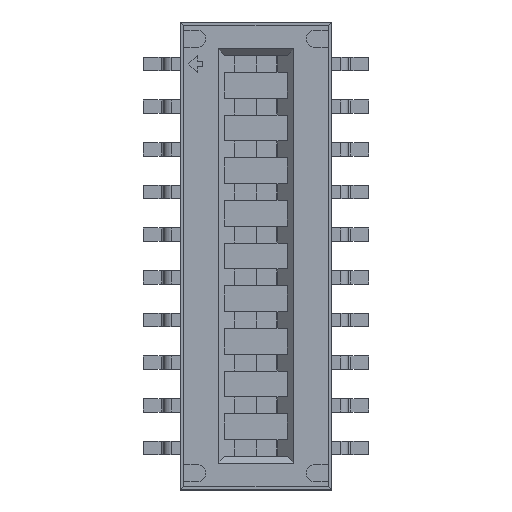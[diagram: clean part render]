
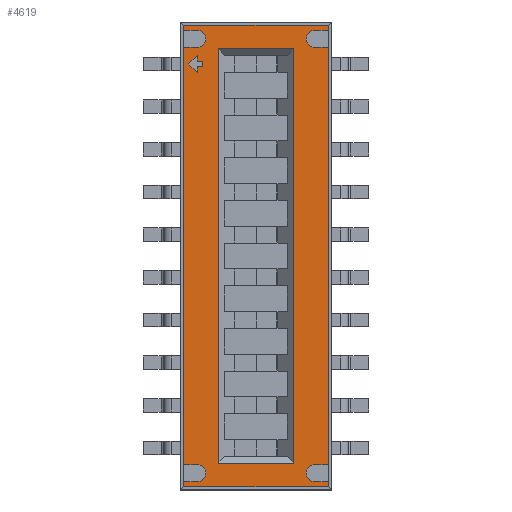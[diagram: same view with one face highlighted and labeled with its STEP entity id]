
A CAD part, top view. The second image highlights one B-rep face of the part: STEP entity #4619.
In plain terms, the highlighted planar face has unit normal (0, 0, 1).
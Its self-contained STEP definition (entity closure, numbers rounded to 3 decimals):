
#13=DIRECTION('',(0.,0.,1.));
#27=VECTOR('',#28,1.);
#28=DIRECTION('',(0.,1.,0.));
#51=VECTOR('',#52,1.);
#52=DIRECTION('',(-1.,0.,0.));
#58=VECTOR('',#59,1.);
#59=DIRECTION('',(0.,-1.,0.));
#63=VECTOR('',#64,1.);
#64=DIRECTION('',(1.,0.,0.));
#67=DIRECTION('',(0.,0.,-1.));
#116=DIRECTION('',(0.,-1.,0.));
#403=VECTOR('',#404,1.);
#404=DIRECTION('',(1.,0.,0.));
#447=VECTOR('',#448,1.);
#448=DIRECTION('',(-1.,0.,0.));
#2164=VERTEX_POINT('',#2165);
#2165=CARTESIAN_POINT('',(2.15,-6.865,1.55));
#2170=VERTEX_POINT('',#2171);
#2171=CARTESIAN_POINT('',(2.15,6.865,1.55));
#2173=ORIENTED_EDGE('',*,*,#2174,.F.);
#2174=EDGE_CURVE('',#2175,#2170,#2177,.T.);
#2175=VERTEX_POINT('',#2176);
#2176=CARTESIAN_POINT('',(2.15,6.715,1.55));
#2177=LINE('',#2165,#27);
#2191=VERTEX_POINT('',#2192);
#2192=CARTESIAN_POINT('',(2.15,6.215,1.55));
#2194=ORIENTED_EDGE('',*,*,#2195,.F.);
#2195=EDGE_CURVE('',#2196,#2191,#2177,.T.);
#2196=VERTEX_POINT('',#2197);
#2197=CARTESIAN_POINT('',(2.15,-6.215,1.55));
#2211=VERTEX_POINT('',#2212);
#2212=CARTESIAN_POINT('',(2.15,-6.715,1.55));
#2214=ORIENTED_EDGE('',*,*,#2215,.F.);
#2215=EDGE_CURVE('',#2164,#2211,#2177,.T.);
#4595=VERTEX_POINT('',#4596);
#4596=CARTESIAN_POINT('',(-2.15,6.865,1.55));
#4598=ORIENTED_EDGE('',*,*,#4599,.F.);
#4599=EDGE_CURVE('',#2170,#4595,#4600,.T.);
#4600=LINE('',#2171,#51);
#4609=ORIENTED_EDGE('',*,*,#4610,.F.);
#4610=EDGE_CURVE('',#4611,#2164,#4613,.T.);
#4611=VERTEX_POINT('',#4612);
#4612=CARTESIAN_POINT('',(-2.15,-6.865,1.55));
#4613=LINE('',#4612,#63);
#4619=ADVANCED_FACE('',(#4620,#4702,#4724),#4765,.F.);
#4620=FACE_BOUND('',#4621,.F.);
#4621=EDGE_LOOP('',(#2214,#4609,#4622,#4627,#4633,#4640,#4645,#4649,#4655,#4662,#4667,#4598,#2173,#4669,#4675,#4683,#2194,#4686,#4692,#4699));
#4622=ORIENTED_EDGE('',*,*,#4623,.F.);
#4623=EDGE_CURVE('',#4624,#4611,#4626,.T.);
#4624=VERTEX_POINT('',#4625);
#4625=CARTESIAN_POINT('',(-2.15,-6.715,1.55));
#4626=LINE('',#4596,#58);
#4627=ORIENTED_EDGE('',*,*,#4628,.T.);
#4628=EDGE_CURVE('',#4624,#4629,#4631,.T.);
#4629=VERTEX_POINT('',#4630);
#4630=CARTESIAN_POINT('',(-1.75,-6.715,1.55));
#4631=LINE('',#4632,#63);
#4632=CARTESIAN_POINT('',(-2.25,-6.715,1.55));
#4633=ORIENTED_EDGE('',*,*,#4634,.T.);
#4634=EDGE_CURVE('',#4629,#4635,#4637,.T.);
#4635=VERTEX_POINT('',#4636);
#4636=CARTESIAN_POINT('',(-1.75,-6.215,1.55));
#4637=CIRCLE('',#4638,0.25);
#4638=AXIS2_PLACEMENT_3D('',#4639,#13,#28);
#4639=CARTESIAN_POINT('',(-1.75,-6.465,1.55));
#4640=ORIENTED_EDGE('',*,*,#4641,.T.);
#4641=EDGE_CURVE('',#4635,#4642,#4644,.T.);
#4642=VERTEX_POINT('',#4643);
#4643=CARTESIAN_POINT('',(-2.15,-6.215,1.55));
#4644=LINE('',#4636,#51);
#4645=ORIENTED_EDGE('',*,*,#4646,.F.);
#4646=EDGE_CURVE('',#4647,#4642,#4626,.T.);
#4647=VERTEX_POINT('',#4648);
#4648=CARTESIAN_POINT('',(-2.15,6.215,1.55));
#4649=ORIENTED_EDGE('',*,*,#4650,.T.);
#4650=EDGE_CURVE('',#4647,#4651,#4653,.T.);
#4651=VERTEX_POINT('',#4652);
#4652=CARTESIAN_POINT('',(-1.75,6.215,1.55));
#4653=LINE('',#4654,#63);
#4654=CARTESIAN_POINT('',(-2.25,6.215,1.55));
#4655=ORIENTED_EDGE('',*,*,#4656,.T.);
#4656=EDGE_CURVE('',#4651,#4657,#4659,.T.);
#4657=VERTEX_POINT('',#4658);
#4658=CARTESIAN_POINT('',(-1.75,6.715,1.55));
#4659=CIRCLE('',#4660,0.25);
#4660=AXIS2_PLACEMENT_3D('',#4661,#13,#28);
#4661=CARTESIAN_POINT('',(-1.75,6.465,1.55));
#4662=ORIENTED_EDGE('',*,*,#4663,.T.);
#4663=EDGE_CURVE('',#4657,#4664,#4666,.T.);
#4664=VERTEX_POINT('',#4665);
#4665=CARTESIAN_POINT('',(-2.15,6.715,1.55));
#4666=LINE('',#4658,#51);
#4667=ORIENTED_EDGE('',*,*,#4668,.F.);
#4668=EDGE_CURVE('',#4595,#4664,#4626,.T.);
#4669=ORIENTED_EDGE('',*,*,#4670,.T.);
#4670=EDGE_CURVE('',#2175,#4671,#4673,.T.);
#4671=VERTEX_POINT('',#4672);
#4672=CARTESIAN_POINT('',(1.75,6.715,1.55));
#4673=LINE('',#4674,#447);
#4674=CARTESIAN_POINT('',(2.25,6.715,1.55));
#4675=ORIENTED_EDGE('',*,*,#4676,.T.);
#4676=EDGE_CURVE('',#4671,#4677,#4679,.T.);
#4677=VERTEX_POINT('',#4678);
#4678=CARTESIAN_POINT('',(1.75,6.215,1.55));
#4679=CIRCLE('',#4680,0.25);
#4680=AXIS2_PLACEMENT_3D('',#4681,#4682,#116);
#4681=CARTESIAN_POINT('',(1.75,6.465,1.55));
#4682=DIRECTION('',(0.,0.,1.));
#4683=ORIENTED_EDGE('',*,*,#4684,.T.);
#4684=EDGE_CURVE('',#4677,#2191,#4685,.T.);
#4685=LINE('',#4678,#403);
#4686=ORIENTED_EDGE('',*,*,#4687,.T.);
#4687=EDGE_CURVE('',#2196,#4688,#4690,.T.);
#4688=VERTEX_POINT('',#4689);
#4689=CARTESIAN_POINT('',(1.75,-6.215,1.55));
#4690=LINE('',#4691,#447);
#4691=CARTESIAN_POINT('',(2.25,-6.215,1.55));
#4692=ORIENTED_EDGE('',*,*,#4693,.T.);
#4693=EDGE_CURVE('',#4688,#4694,#4696,.T.);
#4694=VERTEX_POINT('',#4695);
#4695=CARTESIAN_POINT('',(1.75,-6.715,1.55));
#4696=CIRCLE('',#4697,0.25);
#4697=AXIS2_PLACEMENT_3D('',#4698,#4682,#116);
#4698=CARTESIAN_POINT('',(1.75,-6.465,1.55));
#4699=ORIENTED_EDGE('',*,*,#4700,.T.);
#4700=EDGE_CURVE('',#4694,#2211,#4701,.T.);
#4701=LINE('',#4695,#403);
#4702=FACE_BOUND('',#4703,.F.);
#4703=EDGE_LOOP('',(#4704,#4711,#4716,#4721));
#4704=ORIENTED_EDGE('',*,*,#4705,.T.);
#4705=EDGE_CURVE('',#4706,#4708,#4710,.T.);
#4706=VERTEX_POINT('',#4707);
#4707=CARTESIAN_POINT('',(1.125,6.165,1.55));
#4708=VERTEX_POINT('',#4709);
#4709=CARTESIAN_POINT('',(-1.125,6.165,1.55));
#4710=LINE('',#4707,#51);
#4711=ORIENTED_EDGE('',*,*,#4712,.T.);
#4712=EDGE_CURVE('',#4708,#4713,#4715,.T.);
#4713=VERTEX_POINT('',#4714);
#4714=CARTESIAN_POINT('',(-1.125,-6.165,1.55));
#4715=LINE('',#4709,#58);
#4716=ORIENTED_EDGE('',*,*,#4717,.T.);
#4717=EDGE_CURVE('',#4713,#4718,#4720,.T.);
#4718=VERTEX_POINT('',#4719);
#4719=CARTESIAN_POINT('',(1.125,-6.165,1.55));
#4720=LINE('',#4714,#63);
#4721=ORIENTED_EDGE('',*,*,#4722,.T.);
#4722=EDGE_CURVE('',#4718,#4706,#4723,.T.);
#4723=LINE('',#4719,#27);
#4724=FACE_BOUND('',#4725,.F.);
#4725=EDGE_LOOP('',(#4726,#4733,#4738,#4743,#4750,#4757,#4762));
#4726=ORIENTED_EDGE('',*,*,#4727,.T.);
#4727=EDGE_CURVE('',#4728,#4730,#4732,.T.);
#4728=VERTEX_POINT('',#4729);
#4729=CARTESIAN_POINT('',(-1.583,5.632,1.55));
#4730=VERTEX_POINT('',#4731);
#4731=CARTESIAN_POINT('',(-1.583,5.798,1.55));
#4732=LINE('',#4729,#27);
#4733=ORIENTED_EDGE('',*,*,#4734,.T.);
#4734=EDGE_CURVE('',#4730,#4735,#4737,.T.);
#4735=VERTEX_POINT('',#4736);
#4736=CARTESIAN_POINT('',(-1.75,5.798,1.55));
#4737=LINE('',#4731,#51);
#4738=ORIENTED_EDGE('',*,*,#4739,.T.);
#4739=EDGE_CURVE('',#4735,#4740,#4742,.T.);
#4740=VERTEX_POINT('',#4741);
#4741=CARTESIAN_POINT('',(-1.75,5.965,1.55));
#4742=LINE('',#4736,#27);
#4743=ORIENTED_EDGE('',*,*,#4744,.T.);
#4744=EDGE_CURVE('',#4740,#4745,#4747,.T.);
#4745=VERTEX_POINT('',#4746);
#4746=CARTESIAN_POINT('',(-2.,5.715,1.55));
#4747=LINE('',#4741,#4748);
#4748=VECTOR('',#4749,1.);
#4749=DIRECTION('',(-0.707,-0.707,0.));
#4750=ORIENTED_EDGE('',*,*,#4751,.T.);
#4751=EDGE_CURVE('',#4745,#4752,#4754,.T.);
#4752=VERTEX_POINT('',#4753);
#4753=CARTESIAN_POINT('',(-1.75,5.465,1.55));
#4754=LINE('',#4746,#4755);
#4755=VECTOR('',#4756,1.);
#4756=DIRECTION('',(0.707,-0.707,0.));
#4757=ORIENTED_EDGE('',*,*,#4758,.T.);
#4758=EDGE_CURVE('',#4752,#4759,#4761,.T.);
#4759=VERTEX_POINT('',#4760);
#4760=CARTESIAN_POINT('',(-1.75,5.632,1.55));
#4761=LINE('',#4753,#27);
#4762=ORIENTED_EDGE('',*,*,#4763,.T.);
#4763=EDGE_CURVE('',#4759,#4728,#4764,.T.);
#4764=LINE('',#4760,#63);
#4765=PLANE('',#4766);
#4766=AXIS2_PLACEMENT_3D('',#2165,#67,#4767);
#4767=DIRECTION('',(-0.299,0.954,0.));
